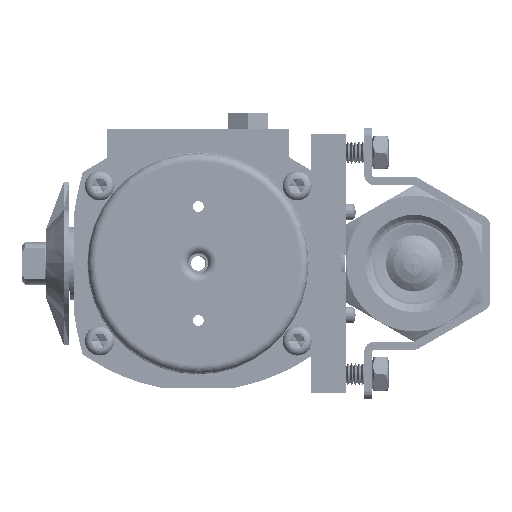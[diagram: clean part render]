
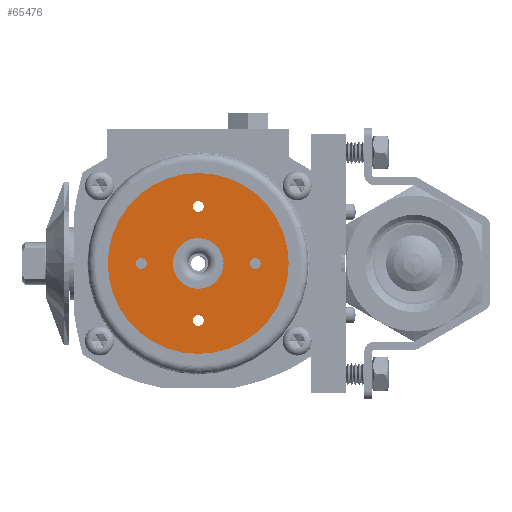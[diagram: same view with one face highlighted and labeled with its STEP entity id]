
A CAD part, left-side view. The second image highlights one B-rep face of the part: STEP entity #65476.
In plain terms, the highlighted planar face has unit normal (-1, 0, 0).
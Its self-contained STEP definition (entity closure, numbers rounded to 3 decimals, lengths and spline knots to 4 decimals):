
#2519 = AXIS2_PLACEMENT_3D ( 'NONE', #121182, #41682, #134550 ) ;
#4964 = VERTEX_POINT ( 'NONE', #150025 ) ;
#7428 = FACE_OUTER_BOUND ( 'NONE', #53099, .T. ) ;
#8752 = CARTESIAN_POINT ( 'NONE',  ( -3.9665, 1.756, 0.06 ) ) ;
#9941 = VERTEX_POINT ( 'NONE', #147401 ) ;
#10220 = EDGE_CURVE ( 'NONE', #31873, #140151, #102113, .T. ) ;
#17299 = DIRECTION ( 'NONE',  ( -1., 0., 0. ) ) ;
#17446 = ORIENTED_EDGE ( 'NONE', *, *, #162932, .T. ) ;
#17760 = AXIS2_PLACEMENT_3D ( 'NONE', #58965, #151734, #72321 ) ;
#23510 = CARTESIAN_POINT ( 'NONE',  ( -3.9665, 2.386, 0.22 ) ) ;
#24772 = AXIS2_PLACEMENT_3D ( 'NONE', #58815, #151585, #72164 ) ;
#28214 = CIRCLE ( 'NONE', #24772, 1.1125 ) ;
#31834 = DIRECTION ( 'NONE',  ( -1., 0., 0. ) ) ;
#31873 = VERTEX_POINT ( 'NONE', #96908 ) ;
#32135 = VERTEX_POINT ( 'NONE', #23510 ) ;
#32678 = ORIENTED_EDGE ( 'NONE', *, *, #115516, .F. ) ;
#34396 = CIRCLE ( 'NONE', #101408, 0.06 ) ;
#34990 = DIRECTION ( 'NONE',  ( -1., 0., 0. ) ) ;
#35278 = CARTESIAN_POINT ( 'NONE',  ( -3.9665, 2.386, 0.57 ) ) ;
#35791 = ORIENTED_EDGE ( 'NONE', *, *, #134528, .T. ) ;
#37435 = EDGE_CURVE ( 'NONE', #32135, #163762, #124925, .T. ) ;
#41205 = EDGE_LOOP ( 'NONE', ( #17446, #127270 ) ) ;
#41682 = DIRECTION ( 'NONE',  ( -1., 0., 0. ) ) ;
#42615 = FACE_BOUND ( 'NONE', #112927, .T. ) ;
#45284 = CIRCLE ( 'NONE', #123698, 0.06 ) ;
#46086 = DIRECTION ( 'NONE',  ( -1., 0., 0. ) ) ;
#49236 = CIRCLE ( 'NONE', #153421, 0.06 ) ;
#51738 = AXIS2_PLACEMENT_3D ( 'NONE', #132189, #52680, #145499 ) ;
#52207 = DIRECTION ( 'NONE',  ( -1., 0., 0. ) ) ;
#52680 = DIRECTION ( 'NONE',  ( 1., 0., 0. ) ) ;
#52951 = CARTESIAN_POINT ( 'NONE',  ( -3.9665, 2.386, 0.63 ) ) ;
#53099 = EDGE_LOOP ( 'NONE', ( #114299, #100923 ) ) ;
#54594 = EDGE_LOOP ( 'NONE', ( #32678, #150348 ) ) ;
#56740 = PLANE ( 'NONE',  #104126 ) ;
#58815 = CARTESIAN_POINT ( 'NONE',  ( -3.9665, 2.386, 0. ) ) ;
#58965 = CARTESIAN_POINT ( 'NONE',  ( -3.9665, 2.386, 0.63 ) ) ;
#62138 = CIRCLE ( 'NONE', #17760, 0.06 ) ;
#63515 = DIRECTION ( 'NONE',  ( -1., 0., 0. ) ) ;
#63853 = CIRCLE ( 'NONE', #2519, 1.1125 ) ;
#65476 = ADVANCED_FACE ( 'NONE', ( #113283, #42615, #7428, #144383, #109134, #73825 ), #56740, .T. ) ;
#66345 = DIRECTION ( 'NONE',  ( 0., 1., 0. ) ) ;
#67493 = CARTESIAN_POINT ( 'NONE',  ( -3.9665, 2.386, -0.63 ) ) ;
#72164 = DIRECTION ( 'NONE',  ( 0., 0., -1. ) ) ;
#72321 = DIRECTION ( 'NONE',  ( 0., 1., 0. ) ) ;
#73825 = FACE_BOUND ( 'NONE', #121217, .T. ) ;
#75637 = ORIENTED_EDGE ( 'NONE', *, *, #168559, .F. ) ;
#77118 = CARTESIAN_POINT ( 'NONE',  ( -3.9665, 3.016, 0. ) ) ;
#77523 = EDGE_LOOP ( 'NONE', ( #147731, #75637 ) ) ;
#79680 = VERTEX_POINT ( 'NONE', #8752 ) ;
#80807 = DIRECTION ( 'NONE',  ( 0., 1., 0. ) ) ;
#81652 = EDGE_CURVE ( 'NONE', #102077, #9941, #28214, .T. ) ;
#83035 = ORIENTED_EDGE ( 'NONE', *, *, #105327, .F. ) ;
#84462 = CARTESIAN_POINT ( 'NONE',  ( -3.9665, 2.386, -1.1125 ) ) ;
#84520 = AXIS2_PLACEMENT_3D ( 'NONE', #111350, #31834, #124662 ) ;
#89742 = CARTESIAN_POINT ( 'NONE',  ( -3.9665, 2.386, -0.22 ) ) ;
#90053 = VERTEX_POINT ( 'NONE', #35278 ) ;
#90453 = DIRECTION ( 'NONE',  ( 0., 0., -1. ) ) ;
#91993 = CARTESIAN_POINT ( 'NONE',  ( -3.9665, 3.016, -0.06 ) ) ;
#94794 = AXIS2_PLACEMENT_3D ( 'NONE', #131718, #52207, #145043 ) ;
#96908 = CARTESIAN_POINT ( 'NONE',  ( -3.9665, 3.016, 0.06 ) ) ;
#98500 = CARTESIAN_POINT ( 'NONE',  ( -3.9665, 1.756, -0.06 ) ) ;
#100923 = ORIENTED_EDGE ( 'NONE', *, *, #115729, .T. ) ;
#101408 = AXIS2_PLACEMENT_3D ( 'NONE', #125637, #46086, #138943 ) ;
#101995 = VERTEX_POINT ( 'NONE', #134368 ) ;
#102077 = VERTEX_POINT ( 'NONE', #84462 ) ;
#102113 = CIRCLE ( 'NONE', #134688, 0.06 ) ;
#104011 = EDGE_CURVE ( 'NONE', #101995, #4964, #49236, .T. ) ;
#104126 = AXIS2_PLACEMENT_3D ( 'NONE', #136229, #17299, #110164 ) ;
#105327 = EDGE_CURVE ( 'NONE', #79680, #147820, #34396, .T. ) ;
#109134 = FACE_BOUND ( 'NONE', #77523, .T. ) ;
#110164 = DIRECTION ( 'NONE',  ( 0., 0., -1. ) ) ;
#111227 = CIRCLE ( 'NONE', #51738, 0.06 ) ;
#111350 = CARTESIAN_POINT ( 'NONE',  ( -3.9665, 2.386, 0. ) ) ;
#112671 = EDGE_CURVE ( 'NONE', #147639, #90053, #62138, .T. ) ;
#112927 = EDGE_LOOP ( 'NONE', ( #131765, #83035 ) ) ;
#113283 = FACE_BOUND ( 'NONE', #41205, .T. ) ;
#114299 = ORIENTED_EDGE ( 'NONE', *, *, #81652, .T. ) ;
#114505 = CARTESIAN_POINT ( 'NONE',  ( -3.9665, 1.756, 0. ) ) ;
#115516 = EDGE_CURVE ( 'NONE', #163762, #32135, #150972, .T. ) ;
#115729 = EDGE_CURVE ( 'NONE', #9941, #102077, #63853, .T. ) ;
#121182 = CARTESIAN_POINT ( 'NONE',  ( -3.9665, 2.386, 0. ) ) ;
#121217 = EDGE_LOOP ( 'NONE', ( #35791, #141358 ) ) ;
#123698 = AXIS2_PLACEMENT_3D ( 'NONE', #52951, #145764, #66345 ) ;
#124662 = DIRECTION ( 'NONE',  ( 0., 0., -1. ) ) ;
#124925 = CIRCLE ( 'NONE', #84520, 0.22 ) ;
#125637 = CARTESIAN_POINT ( 'NONE',  ( -3.9665, 1.756, 0. ) ) ;
#126728 = CARTESIAN_POINT ( 'NONE',  ( -3.9665, 2.386, 0.69 ) ) ;
#127270 = ORIENTED_EDGE ( 'NONE', *, *, #10220, .T. ) ;
#127845 = DIRECTION ( 'NONE',  ( 0., 0., -1. ) ) ;
#131258 = AXIS2_PLACEMENT_3D ( 'NONE', #142942, #63515, #156268 ) ;
#131718 = CARTESIAN_POINT ( 'NONE',  ( -3.9665, 2.386, 0. ) ) ;
#131765 = ORIENTED_EDGE ( 'NONE', *, *, #162066, .F. ) ;
#132189 = CARTESIAN_POINT ( 'NONE',  ( -3.9665, 3.016, 0. ) ) ;
#132821 = AXIS2_PLACEMENT_3D ( 'NONE', #114505, #34990, #127845 ) ;
#134368 = CARTESIAN_POINT ( 'NONE',  ( -3.9665, 2.386, -0.69 ) ) ;
#134528 = EDGE_CURVE ( 'NONE', #90053, #147639, #45284, .T. ) ;
#134550 = DIRECTION ( 'NONE',  ( 0., 0., -1. ) ) ;
#134688 = AXIS2_PLACEMENT_3D ( 'NONE', #77118, #169912, #90453 ) ;
#136229 = CARTESIAN_POINT ( 'NONE',  ( -3.9665, 1.718, 0. ) ) ;
#138943 = DIRECTION ( 'NONE',  ( 0., 0., -1. ) ) ;
#140151 = VERTEX_POINT ( 'NONE', #91993 ) ;
#141358 = ORIENTED_EDGE ( 'NONE', *, *, #112671, .T. ) ;
#142942 = CARTESIAN_POINT ( 'NONE',  ( -3.9665, 2.386, -0.63 ) ) ;
#144383 = FACE_BOUND ( 'NONE', #54594, .T. ) ;
#145043 = DIRECTION ( 'NONE',  ( 0., 0., -1. ) ) ;
#145499 = DIRECTION ( 'NONE',  ( 0., 0., -1. ) ) ;
#145764 = DIRECTION ( 'NONE',  ( 1., 0., 0. ) ) ;
#147401 = CARTESIAN_POINT ( 'NONE',  ( -3.9665, 2.386, 1.1125 ) ) ;
#147639 = VERTEX_POINT ( 'NONE', #126728 ) ;
#147731 = ORIENTED_EDGE ( 'NONE', *, *, #104011, .F. ) ;
#147820 = VERTEX_POINT ( 'NONE', #98500 ) ;
#148037 = CIRCLE ( 'NONE', #131258, 0.06 ) ;
#150025 = CARTESIAN_POINT ( 'NONE',  ( -3.9665, 2.386, -0.57 ) ) ;
#150348 = ORIENTED_EDGE ( 'NONE', *, *, #37435, .F. ) ;
#150972 = CIRCLE ( 'NONE', #94794, 0.22 ) ;
#151585 = DIRECTION ( 'NONE',  ( -1., 0., 0. ) ) ;
#151734 = DIRECTION ( 'NONE',  ( 1., 0., 0. ) ) ;
#153421 = AXIS2_PLACEMENT_3D ( 'NONE', #67493, #160237, #80807 ) ;
#155010 = CIRCLE ( 'NONE', #132821, 0.06 ) ;
#156268 = DIRECTION ( 'NONE',  ( 0., 1., 0. ) ) ;
#160237 = DIRECTION ( 'NONE',  ( -1., 0., 0. ) ) ;
#162066 = EDGE_CURVE ( 'NONE', #147820, #79680, #155010, .T. ) ;
#162932 = EDGE_CURVE ( 'NONE', #140151, #31873, #111227, .T. ) ;
#163762 = VERTEX_POINT ( 'NONE', #89742 ) ;
#168559 = EDGE_CURVE ( 'NONE', #4964, #101995, #148037, .T. ) ;
#169912 = DIRECTION ( 'NONE',  ( 1., 0., 0. ) ) ;
